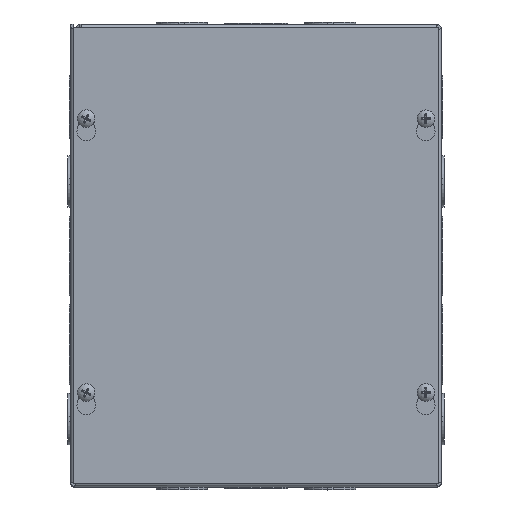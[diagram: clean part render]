
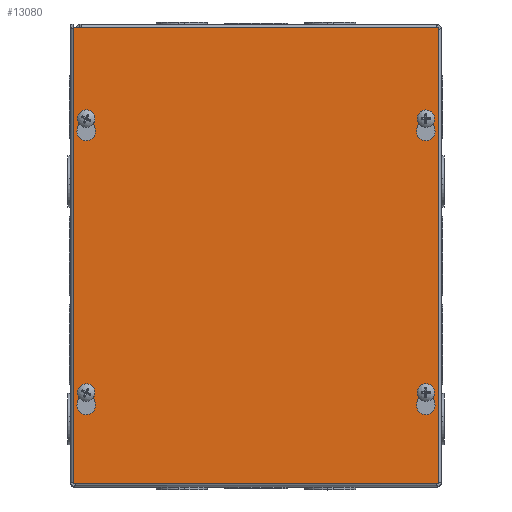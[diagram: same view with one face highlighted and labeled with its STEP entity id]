
A CAD part, top view. The second image highlights one B-rep face of the part: STEP entity #13080.
In plain terms, the highlighted planar face has unit normal (0, 0, 1).
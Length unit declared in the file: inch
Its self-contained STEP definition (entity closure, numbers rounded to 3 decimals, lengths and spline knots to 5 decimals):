
#1402=LINE($,#21854,#2644);
#1406=LINE($,#21864,#2648);
#1409=LINE($,#21872,#2651);
#1413=LINE($,#21884,#2655);
#1418=LINE($,#21902,#2660);
#1422=LINE($,#21912,#2664);
#1425=LINE($,#21920,#2667);
#1429=LINE($,#21932,#2671);
#1431=LINE($,#21940,#2673);
#1435=LINE($,#21948,#2677);
#1438=LINE($,#21954,#2680);
#1441=LINE($,#21959,#2683);
#2644=VECTOR($,#17133,0.26996);
#2648=VECTOR($,#17145,0.26996);
#2651=VECTOR($,#17150,0.26996);
#2655=VECTOR($,#17162,0.26996);
#2660=VECTOR($,#17181,0.26996);
#2664=VECTOR($,#17193,0.26996);
#2667=VECTOR($,#17198,0.26996);
#2671=VECTOR($,#17210,0.26996);
#2673=VECTOR($,#17220,10.);
#2677=VECTOR($,#17226,8.);
#2680=VECTOR($,#17231,10.);
#2683=VECTOR($,#17236,8.);
#3144=PLANE($,#14061);
#3531=FACE_BOUND($,#5053,.T.);
#3532=FACE_BOUND($,#5054,.T.);
#3533=FACE_BOUND($,#5055,.T.);
#3534=FACE_BOUND($,#5056,.T.);
#3535=FACE_BOUND($,#5057,.T.);
#5053=EDGE_LOOP($,(#11482,#11483,#11484,#11485));
#5054=EDGE_LOOP($,(#11486,#11487,#11488,#11489));
#5055=EDGE_LOOP($,(#11490,#11491,#11492,#11493));
#5056=EDGE_LOOP($,(#11494,#11495,#11496,#11497));
#5057=EDGE_LOOP($,(#11498,#11499,#11500,#11501));
#5364=CIRCLE($,#14027,0.203);
#5366=CIRCLE($,#14031,0.125);
#5368=CIRCLE($,#14036,0.125);
#5370=CIRCLE($,#14040,0.203);
#5372=CIRCLE($,#14043,0.203);
#5374=CIRCLE($,#14047,0.125);
#5376=CIRCLE($,#14052,0.125);
#5378=CIRCLE($,#14056,0.203);
#6397=VERTEX_POINT($,#21845);
#6398=VERTEX_POINT($,#21847);
#6400=VERTEX_POINT($,#21853);
#6402=VERTEX_POINT($,#21859);
#6405=VERTEX_POINT($,#21869);
#6406=VERTEX_POINT($,#21871);
#6408=VERTEX_POINT($,#21877);
#6410=VERTEX_POINT($,#21883);
#6413=VERTEX_POINT($,#21893);
#6414=VERTEX_POINT($,#21895);
#6416=VERTEX_POINT($,#21901);
#6418=VERTEX_POINT($,#21907);
#6421=VERTEX_POINT($,#21917);
#6422=VERTEX_POINT($,#21919);
#6424=VERTEX_POINT($,#21925);
#6426=VERTEX_POINT($,#21931);
#6427=VERTEX_POINT($,#21938);
#6428=VERTEX_POINT($,#21939);
#6431=VERTEX_POINT($,#21947);
#6433=VERTEX_POINT($,#21953);
#8017=EDGE_CURVE($,#6398,#6397,#5364,.T.);
#8020=EDGE_CURVE($,#6400,#6398,#1402,.T.);
#8023=EDGE_CURVE($,#6402,#6400,#5366,.T.);
#8026=EDGE_CURVE($,#6397,#6402,#1406,.T.);
#8029=EDGE_CURVE($,#6406,#6405,#1409,.T.);
#8032=EDGE_CURVE($,#6408,#6406,#5368,.T.);
#8035=EDGE_CURVE($,#6410,#6408,#1413,.T.);
#8038=EDGE_CURVE($,#6405,#6410,#5370,.T.);
#8041=EDGE_CURVE($,#6414,#6413,#5372,.T.);
#8044=EDGE_CURVE($,#6416,#6414,#1418,.T.);
#8047=EDGE_CURVE($,#6418,#6416,#5374,.T.);
#8050=EDGE_CURVE($,#6413,#6418,#1422,.T.);
#8053=EDGE_CURVE($,#6422,#6421,#1425,.T.);
#8056=EDGE_CURVE($,#6424,#6422,#5376,.T.);
#8059=EDGE_CURVE($,#6426,#6424,#1429,.T.);
#8062=EDGE_CURVE($,#6421,#6426,#5378,.T.);
#8063=EDGE_CURVE($,#6427,#6428,#1431,.T.);
#8067=EDGE_CURVE($,#6428,#6431,#1435,.T.);
#8070=EDGE_CURVE($,#6431,#6433,#1438,.T.);
#8073=EDGE_CURVE($,#6433,#6427,#1441,.T.);
#11482=ORIENTED_EDGE($,*,*,#8017,.T.);
#11483=ORIENTED_EDGE($,*,*,#8026,.T.);
#11484=ORIENTED_EDGE($,*,*,#8023,.T.);
#11485=ORIENTED_EDGE($,*,*,#8020,.T.);
#11486=ORIENTED_EDGE($,*,*,#8029,.T.);
#11487=ORIENTED_EDGE($,*,*,#8038,.T.);
#11488=ORIENTED_EDGE($,*,*,#8035,.T.);
#11489=ORIENTED_EDGE($,*,*,#8032,.T.);
#11490=ORIENTED_EDGE($,*,*,#8041,.T.);
#11491=ORIENTED_EDGE($,*,*,#8050,.T.);
#11492=ORIENTED_EDGE($,*,*,#8047,.T.);
#11493=ORIENTED_EDGE($,*,*,#8044,.T.);
#11494=ORIENTED_EDGE($,*,*,#8053,.T.);
#11495=ORIENTED_EDGE($,*,*,#8062,.T.);
#11496=ORIENTED_EDGE($,*,*,#8059,.T.);
#11497=ORIENTED_EDGE($,*,*,#8056,.T.);
#11498=ORIENTED_EDGE($,*,*,#8063,.F.);
#11499=ORIENTED_EDGE($,*,*,#8073,.F.);
#11500=ORIENTED_EDGE($,*,*,#8070,.F.);
#11501=ORIENTED_EDGE($,*,*,#8067,.F.);
#13080=ADVANCED_FACE($,(#3531,#3532,#3533,#3534,#3535),#3144,.T.);
#14027=AXIS2_PLACEMENT_3D($,#21848,#17127,#17128);
#14031=AXIS2_PLACEMENT_3D($,#21860,#17139,#17140);
#14036=AXIS2_PLACEMENT_3D($,#21878,#17156,#17157);
#14040=AXIS2_PLACEMENT_3D($,#21888,#17168,#17169);
#14043=AXIS2_PLACEMENT_3D($,#21896,#17175,#17176);
#14047=AXIS2_PLACEMENT_3D($,#21908,#17187,#17188);
#14052=AXIS2_PLACEMENT_3D($,#21926,#17204,#17205);
#14056=AXIS2_PLACEMENT_3D($,#21936,#17216,#17217);
#14061=AXIS2_PLACEMENT_3D($,#21961,#17238,#17239);
#17127=DIRECTION('center_axis',(0.,0.,-1.));
#17128=DIRECTION('ref_axis',(-0.961,0.278,0.));
#17133=DIRECTION($,(0.278,-0.961,0.));
#17139=DIRECTION('center_axis',(0.,0.,-1.));
#17140=DIRECTION('ref_axis',(0.961,0.278,0.));
#17145=DIRECTION($,(0.278,0.961,0.));
#17150=DIRECTION($,(0.278,-0.961,0.));
#17156=DIRECTION('center_axis',(0.,0.,-1.));
#17157=DIRECTION('ref_axis',(0.961,0.278,0.));
#17162=DIRECTION($,(0.278,0.961,0.));
#17168=DIRECTION('center_axis',(0.,0.,-1.));
#17169=DIRECTION('ref_axis',(-0.961,0.278,0.));
#17175=DIRECTION('center_axis',(0.,0.,-1.));
#17176=DIRECTION('ref_axis',(-0.961,0.278,0.));
#17181=DIRECTION($,(0.278,-0.961,0.));
#17187=DIRECTION('center_axis',(0.,0.,-1.));
#17188=DIRECTION('ref_axis',(0.961,0.278,0.));
#17193=DIRECTION($,(0.278,0.961,0.));
#17198=DIRECTION($,(0.278,-0.961,0.));
#17204=DIRECTION('center_axis',(0.,0.,-1.));
#17205=DIRECTION('ref_axis',(0.961,0.278,0.));
#17210=DIRECTION($,(0.278,0.961,0.));
#17216=DIRECTION('center_axis',(0.,0.,-1.));
#17217=DIRECTION('ref_axis',(-0.961,0.278,0.));
#17220=DIRECTION($,(0.,-1.,0.));
#17226=DIRECTION($,(-1.,0.,0.));
#17231=DIRECTION($,(0.,1.,0.));
#17236=DIRECTION($,(1.,0.,0.));
#17238=DIRECTION('center_axis',(0.,0.,1.));
#17239=DIRECTION('ref_axis',(1.,0.,0.));
#21845=CARTESIAN_POINT('',(3.52373,-3.22465,0.062));
#21847=CARTESIAN_POINT('',(3.91377,-3.22465,0.062));
#21848=CARTESIAN_POINT('Origin',(3.71875,-3.281,0.062));
#21853=CARTESIAN_POINT('',(3.83884,-2.9653,0.062));
#21854=CARTESIAN_POINT($,(3.33303,-1.21471,0.062));
#21859=CARTESIAN_POINT('',(3.59866,-2.9653,0.062));
#21860=CARTESIAN_POINT('Origin',(3.71875,-3.,0.062));
#21864=CARTESIAN_POINT($,(3.8554,-2.07672,0.062));
#21869=CARTESIAN_POINT('',(-3.52373,-3.22465,0.062));
#21871=CARTESIAN_POINT('',(-3.59866,-2.9653,0.062));
#21872=CARTESIAN_POINT($,(-3.81794,-2.2064,0.062));
#21877=CARTESIAN_POINT('',(-3.83884,-2.9653,0.062));
#21878=CARTESIAN_POINT('Origin',(-3.71875,-3.,0.062));
#21883=CARTESIAN_POINT('',(-3.91377,-3.22465,0.062));
#21884=CARTESIAN_POINT($,(-3.29556,-1.08504,0.062));
#21888=CARTESIAN_POINT('Origin',(-3.71875,-3.281,0.062));
#21893=CARTESIAN_POINT('',(3.52373,2.77535,0.062));
#21895=CARTESIAN_POINT('',(3.91377,2.77535,0.062));
#21896=CARTESIAN_POINT('Origin',(3.71875,2.719,0.062));
#21901=CARTESIAN_POINT('',(3.83884,3.0347,0.062));
#21902=CARTESIAN_POINT($,(4.13305,2.01644,0.062));
#21907=CARTESIAN_POINT('',(3.59866,3.0347,0.062));
#21908=CARTESIAN_POINT('Origin',(3.71875,3.,0.062));
#21912=CARTESIAN_POINT($,(3.05539,1.15443,0.062));
#21917=CARTESIAN_POINT('',(-3.52373,2.77535,0.062));
#21919=CARTESIAN_POINT('',(-3.59866,3.0347,0.062));
#21920=CARTESIAN_POINT($,(-3.01792,1.02476,0.062));
#21925=CARTESIAN_POINT('',(-3.83884,3.0347,0.062));
#21926=CARTESIAN_POINT('Origin',(-3.71875,3.,0.062));
#21931=CARTESIAN_POINT('',(-3.91377,2.77535,0.062));
#21932=CARTESIAN_POINT($,(-4.09558,2.14612,0.062));
#21936=CARTESIAN_POINT('Origin',(-3.71875,2.719,0.062));
#21938=CARTESIAN_POINT('',(4.,5.,0.062));
#21939=CARTESIAN_POINT('',(4.,-5.,0.062));
#21940=CARTESIAN_POINT($,(4.,5.,0.062));
#21947=CARTESIAN_POINT('',(-4.,-5.,0.062));
#21948=CARTESIAN_POINT($,(4.,-5.,0.062));
#21953=CARTESIAN_POINT('',(-4.,5.,0.062));
#21954=CARTESIAN_POINT($,(-4.,-5.,0.062));
#21959=CARTESIAN_POINT($,(-4.,5.,0.062));
#21961=CARTESIAN_POINT('Origin',(0.,0.,
0.062));
